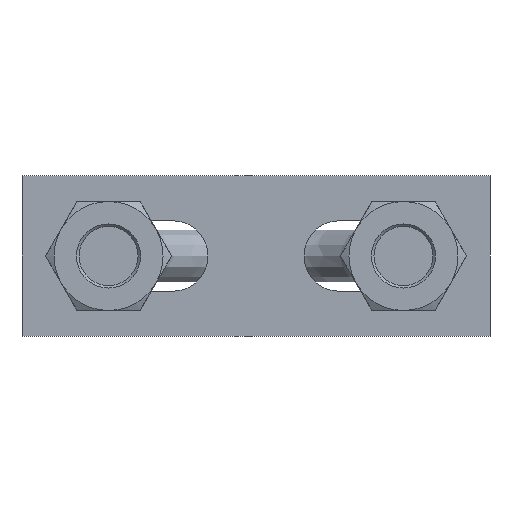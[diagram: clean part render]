
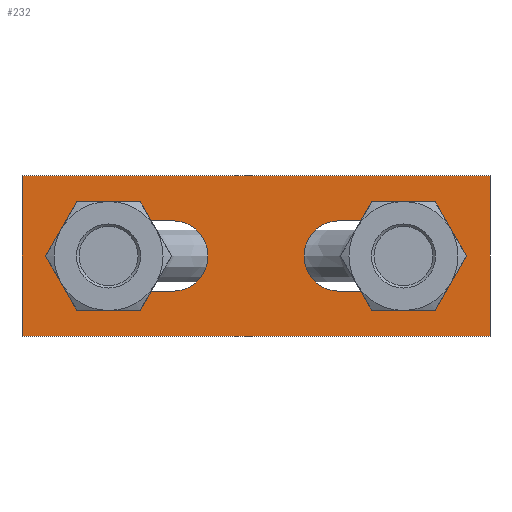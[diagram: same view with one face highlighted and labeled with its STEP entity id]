
A CAD part, front view. The second image highlights one B-rep face of the part: STEP entity #232.
In plain terms, the highlighted planar face has unit normal (0, -1, 0).
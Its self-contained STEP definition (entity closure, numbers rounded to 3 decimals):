
#232 = ADVANCED_FACE( '', ( #324, #325, #326 ), #327, .T. );
#324 = FACE_BOUND( '', #634, .T. );
#325 = FACE_BOUND( '', #635, .T. );
#326 = FACE_OUTER_BOUND( '', #636, .T. );
#327 = PLANE( '', #637 );
#634 = EDGE_LOOP( '', ( #846, #847, #848, #849, #850, #851 ) );
#635 = EDGE_LOOP( '', ( #852, #853, #854, #855, #856, #857 ) );
#636 = EDGE_LOOP( '', ( #858, #859, #860, #861 ) );
#637 = AXIS2_PLACEMENT_3D( '', #862, #863, #864 );
#846 = ORIENTED_EDGE( '', *, *, #1301, .T. );
#847 = ORIENTED_EDGE( '', *, *, #1323, .F. );
#848 = ORIENTED_EDGE( '', *, *, #1321, .F. );
#849 = ORIENTED_EDGE( '', *, *, #1319, .F. );
#850 = ORIENTED_EDGE( '', *, *, #1324, .T. );
#851 = ORIENTED_EDGE( '', *, *, #1303, .F. );
#852 = ORIENTED_EDGE( '', *, *, #1325, .T. );
#853 = ORIENTED_EDGE( '', *, *, #1326, .F. );
#854 = ORIENTED_EDGE( '', *, *, #1327, .F. );
#855 = ORIENTED_EDGE( '', *, *, #1328, .F. );
#856 = ORIENTED_EDGE( '', *, *, #1329, .T. );
#857 = ORIENTED_EDGE( '', *, *, #1330, .F. );
#858 = ORIENTED_EDGE( '', *, *, #1296, .T. );
#859 = ORIENTED_EDGE( '', *, *, #1331, .T. );
#860 = ORIENTED_EDGE( '', *, *, #1332, .T. );
#861 = ORIENTED_EDGE( '', *, *, #1333, .T. );
#862 = CARTESIAN_POINT( '', ( -36.5, -6.5, -12.5 ) );
#863 = DIRECTION( '', ( 0., -1., 0. ) );
#864 = DIRECTION( '', ( 0., 0., -1. ) );
#1296 = EDGE_CURVE( '', #1463, #1461, #1464, .T. );
#1301 = EDGE_CURVE( '', #1466, #1471, #1473, .F. );
#1303 = EDGE_CURVE( '', #1466, #1476, #1477, .T. );
#1319 = EDGE_CURVE( '', #1503, #1505, #1506, .T. );
#1321 = EDGE_CURVE( '', #1505, #1508, #1509, .T. );
#1323 = EDGE_CURVE( '', #1508, #1471, #1511, .T. );
#1324 = EDGE_CURVE( '', #1503, #1476, #1512, .F. );
#1325 = EDGE_CURVE( '', #1513, #1514, #1515, .F. );
#1326 = EDGE_CURVE( '', #1516, #1514, #1517, .T. );
#1327 = EDGE_CURVE( '', #1518, #1516, #1519, .T. );
#1328 = EDGE_CURVE( '', #1520, #1518, #1521, .T. );
#1329 = EDGE_CURVE( '', #1520, #1522, #1523, .F. );
#1330 = EDGE_CURVE( '', #1513, #1522, #1524, .T. );
#1331 = EDGE_CURVE( '', #1461, #1525, #1526, .T. );
#1332 = EDGE_CURVE( '', #1525, #1527, #1528, .T. );
#1333 = EDGE_CURVE( '', #1527, #1463, #1529, .T. );
#1461 = VERTEX_POINT( '', #1744 );
#1463 = VERTEX_POINT( '', #1747 );
#1464 = LINE( '', #1748, #1749 );
#1466 = VERTEX_POINT( '', #1752 );
#1471 = VERTEX_POINT( '', #1758 );
#1473 = CIRCLE( '', #1761, 5.5 );
#1476 = VERTEX_POINT( '', #1765 );
#1477 = LINE( '', #1766, #1767 );
#1503 = VERTEX_POINT( '', #1800 );
#1505 = VERTEX_POINT( '', #1803 );
#1506 = CIRCLE( '', #1804, 5.5 );
#1508 = VERTEX_POINT( '', #1807 );
#1509 = LINE( '', #1808, #1809 );
#1511 = CIRCLE( '', #1812, 5.5 );
#1512 = CIRCLE( '', #1813, 5.5 );
#1513 = VERTEX_POINT( '', #1814 );
#1514 = VERTEX_POINT( '', #1815 );
#1515 = CIRCLE( '', #1816, 5.5 );
#1516 = VERTEX_POINT( '', #1817 );
#1517 = CIRCLE( '', #1818, 5.5 );
#1518 = VERTEX_POINT( '', #1819 );
#1519 = LINE( '', #1820, #1821 );
#1520 = VERTEX_POINT( '', #1822 );
#1521 = CIRCLE( '', #1823, 5.5 );
#1522 = VERTEX_POINT( '', #1824 );
#1523 = CIRCLE( '', #1825, 5.5 );
#1524 = LINE( '', #1826, #1827 );
#1525 = VERTEX_POINT( '', #1828 );
#1526 = LINE( '', #1829, #1830 );
#1527 = VERTEX_POINT( '', #1831 );
#1528 = LINE( '', #1832, #1833 );
#1529 = LINE( '', #1834, #1835 );
#1744 = CARTESIAN_POINT( '', ( -36.5, -6.5, -12.5 ) );
#1747 = CARTESIAN_POINT( '', ( -36.5, -6.5, 12.5 ) );
#1748 = CARTESIAN_POINT( '', ( -36.5, -6.5, 12.5 ) );
#1749 = VECTOR( '', #2210, 1000. );
#1752 = CARTESIAN_POINT( '', ( 13., -6.5, -5.5 ) );
#1758 = CARTESIAN_POINT( '', ( 7.5, -6.5, 0. ) );
#1761 = AXIS2_PLACEMENT_3D( '', #2217, #2218, #2219 );
#1765 = CARTESIAN_POINT( '', ( 24., -6.5, -5.5 ) );
#1766 = CARTESIAN_POINT( '', ( 13., -6.5, -5.5 ) );
#1767 = VECTOR( '', #2221, 1000. );
#1800 = CARTESIAN_POINT( '', ( 29.5, -6.5, 0. ) );
#1803 = CARTESIAN_POINT( '', ( 24., -6.5, 5.5 ) );
#1804 = AXIS2_PLACEMENT_3D( '', #2251, #2252, #2253 );
#1807 = CARTESIAN_POINT( '', ( 13., -6.5, 5.5 ) );
#1808 = CARTESIAN_POINT( '', ( 24., -6.5, 5.5 ) );
#1809 = VECTOR( '', #2255, 1000. );
#1812 = AXIS2_PLACEMENT_3D( '', #2257, #2258, #2259 );
#1813 = AXIS2_PLACEMENT_3D( '', #2260, #2261, #2262 );
#1814 = CARTESIAN_POINT( '', ( -24., -6.5, -5.5 ) );
#1815 = CARTESIAN_POINT( '', ( -29.5, -6.5, 0. ) );
#1816 = AXIS2_PLACEMENT_3D( '', #2263, #2264, #2265 );
#1817 = CARTESIAN_POINT( '', ( -24., -6.5, 5.5 ) );
#1818 = AXIS2_PLACEMENT_3D( '', #2266, #2267, #2268 );
#1819 = CARTESIAN_POINT( '', ( -13., -6.5, 5.5 ) );
#1820 = CARTESIAN_POINT( '', ( -13., -6.5, 5.5 ) );
#1821 = VECTOR( '', #2269, 1000. );
#1822 = CARTESIAN_POINT( '', ( -7.5, -6.5, 0. ) );
#1823 = AXIS2_PLACEMENT_3D( '', #2270, #2271, #2272 );
#1824 = CARTESIAN_POINT( '', ( -13., -6.5, -5.5 ) );
#1825 = AXIS2_PLACEMENT_3D( '', #2273, #2274, #2275 );
#1826 = CARTESIAN_POINT( '', ( -24., -6.5, -5.5 ) );
#1827 = VECTOR( '', #2276, 1000. );
#1828 = CARTESIAN_POINT( '', ( 36.5, -6.5, -12.5 ) );
#1829 = CARTESIAN_POINT( '', ( -36.5, -6.5, -12.5 ) );
#1830 = VECTOR( '', #2277, 1000. );
#1831 = CARTESIAN_POINT( '', ( 36.5, -6.5, 12.5 ) );
#1832 = CARTESIAN_POINT( '', ( 36.5, -6.5, -12.5 ) );
#1833 = VECTOR( '', #2278, 1000. );
#1834 = CARTESIAN_POINT( '', ( 36.5, -6.5, 12.5 ) );
#1835 = VECTOR( '', #2279, 1000. );
#2210 = DIRECTION( '', ( 0., 0., -1. ) );
#2217 = CARTESIAN_POINT( '', ( 13., -6.5, 0. ) );
#2218 = DIRECTION( '', ( 0., -1., 0. ) );
#2219 = DIRECTION( '', ( 0., 0., -1. ) );
#2221 = DIRECTION( '', ( 1., 0., 0. ) );
#2251 = CARTESIAN_POINT( '', ( 24., -6.5, 0. ) );
#2252 = DIRECTION( '', ( 0., -1., 0. ) );
#2253 = DIRECTION( '', ( 1., 0., 0. ) );
#2255 = DIRECTION( '', ( -1., 0., 0. ) );
#2257 = CARTESIAN_POINT( '', ( 13., -6.5, 0. ) );
#2258 = DIRECTION( '', ( 0., -1., 0. ) );
#2259 = DIRECTION( '', ( 0., 0., 1. ) );
#2260 = CARTESIAN_POINT( '', ( 24., -6.5, 0. ) );
#2261 = DIRECTION( '', ( 0., -1., 0. ) );
#2262 = DIRECTION( '', ( 0., 0., -1. ) );
#2263 = CARTESIAN_POINT( '', ( -24., -6.5, 0. ) );
#2264 = DIRECTION( '', ( 0., -1., 0. ) );
#2265 = DIRECTION( '', ( 0., 0., -1. ) );
#2266 = CARTESIAN_POINT( '', ( -24., -6.5, 0. ) );
#2267 = DIRECTION( '', ( 0., -1., 0. ) );
#2268 = DIRECTION( '', ( 0., 0., 1. ) );
#2269 = DIRECTION( '', ( -1., 0., 0. ) );
#2270 = CARTESIAN_POINT( '', ( -13., -6.5, 0. ) );
#2271 = DIRECTION( '', ( 0., -1., 0. ) );
#2272 = DIRECTION( '', ( 1., 0., 0. ) );
#2273 = CARTESIAN_POINT( '', ( -13., -6.5, 0. ) );
#2274 = DIRECTION( '', ( 0., -1., 0. ) );
#2275 = DIRECTION( '', ( 0., 0., -1. ) );
#2276 = DIRECTION( '', ( 1., 0., 0. ) );
#2277 = DIRECTION( '', ( 1., 0., 0. ) );
#2278 = DIRECTION( '', ( 0., 0., 1. ) );
#2279 = DIRECTION( '', ( -1., 0., 0. ) );
